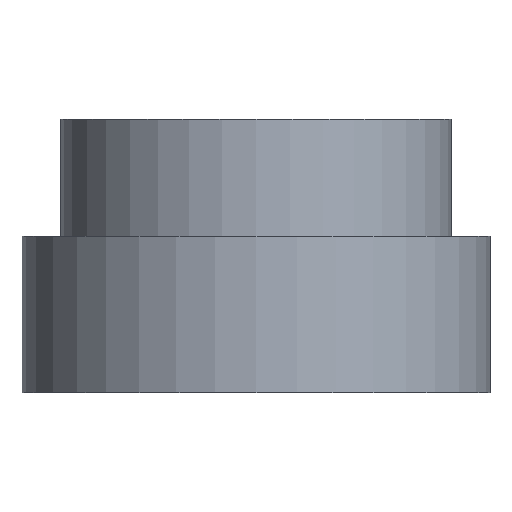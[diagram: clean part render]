
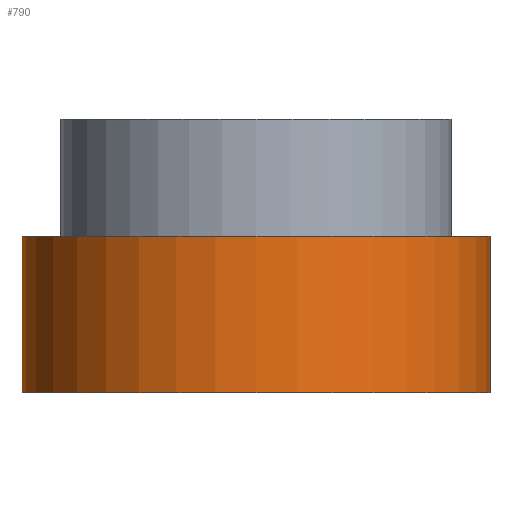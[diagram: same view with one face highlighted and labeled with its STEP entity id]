
A CAD part, front view. The second image highlights one B-rep face of the part: STEP entity #790.
In plain terms, the highlighted cylindrical face has radius 14.975 mm (diameter 29.95 mm), a partial arc.
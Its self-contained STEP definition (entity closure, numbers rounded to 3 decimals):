
#29 = EDGE_CURVE ( 'NONE', #549, #540, #599, .T. ) ;
#34 = EDGE_CURVE ( 'NONE', #606, #549, #77, .T. ) ;
#47 = EDGE_CURVE ( 'NONE', #195, #540, #890, .T. ) ;
#51 = EDGE_CURVE ( 'NONE', #606, #195, #484, .T. ) ;
#77 = CIRCLE ( 'NONE', #97, 14.975 ) ;
#78 = VECTOR ( 'NONE', #588, 1000. ) ;
#97 = AXIS2_PLACEMENT_3D ( 'NONE', #564, #563, #560 ) ;
#109 = AXIS2_PLACEMENT_3D ( 'NONE', #174, #178, #171 ) ;
#124 = VECTOR ( 'NONE', #482, 1000. ) ;
#165 = ORIENTED_EDGE ( 'NONE', *, *, #51, .T. ) ;
#171 = DIRECTION ( 'NONE',  ( -1., 0., 0. ) ) ;
#173 = CYLINDRICAL_SURFACE ( 'NONE', #109, 14.975 ) ;
#174 = CARTESIAN_POINT ( 'NONE',  ( 0., -0.605, 9.884 ) ) ;
#175 = FACE_OUTER_BOUND ( 'NONE', #459, .T. ) ;
#178 = DIRECTION ( 'NONE',  ( 0., 0., -1. ) ) ;
#195 = VERTEX_POINT ( 'NONE', #420 ) ;
#373 = CARTESIAN_POINT ( 'NONE',  ( -14.975, -0.605, 9.884 ) ) ;
#389 = CARTESIAN_POINT ( 'NONE',  ( 14.975, -0.605, 9.884 ) ) ;
#392 = CARTESIAN_POINT ( 'NONE',  ( 14.975, -0.605, -0.116 ) ) ;
#420 = CARTESIAN_POINT ( 'NONE',  ( -14.975, -0.605, -0.116 ) ) ;
#459 = EDGE_LOOP ( 'NONE', ( #717, #636, #165, #731 ) ) ;
#482 = DIRECTION ( 'NONE',  ( 0., 0., -1. ) ) ;
#483 = CARTESIAN_POINT ( 'NONE',  ( -14.975, -0.605, 9.884 ) ) ;
#484 = LINE ( 'NONE', #483, #124 ) ;
#496 = DIRECTION ( 'NONE',  ( 1., 0., 0. ) ) ;
#497 = DIRECTION ( 'NONE',  ( 0., 0., 1. ) ) ;
#498 = CARTESIAN_POINT ( 'NONE',  ( 0., -0.605, -0.116 ) ) ;
#540 = VERTEX_POINT ( 'NONE', #392 ) ;
#549 = VERTEX_POINT ( 'NONE', #389 ) ;
#560 = DIRECTION ( 'NONE',  ( 1., 0., 0. ) ) ;
#563 = DIRECTION ( 'NONE',  ( 0., 0., 1. ) ) ;
#564 = CARTESIAN_POINT ( 'NONE',  ( 0., -0.605, 9.884 ) ) ;
#588 = DIRECTION ( 'NONE',  ( 0., 0., -1. ) ) ;
#590 = CARTESIAN_POINT ( 'NONE',  ( 14.975, -0.605, 9.884 ) ) ;
#599 = LINE ( 'NONE', #590, #78 ) ;
#606 = VERTEX_POINT ( 'NONE', #373 ) ;
#636 = ORIENTED_EDGE ( 'NONE', *, *, #34, .F. ) ;
#717 = ORIENTED_EDGE ( 'NONE', *, *, #29, .F. ) ;
#731 = ORIENTED_EDGE ( 'NONE', *, *, #47, .T. ) ;
#790 = ADVANCED_FACE ( 'NONE', ( #175 ), #173, .T. ) ;
#883 = AXIS2_PLACEMENT_3D ( 'NONE', #498, #497, #496 ) ;
#890 = CIRCLE ( 'NONE', #883, 14.975 ) ;
